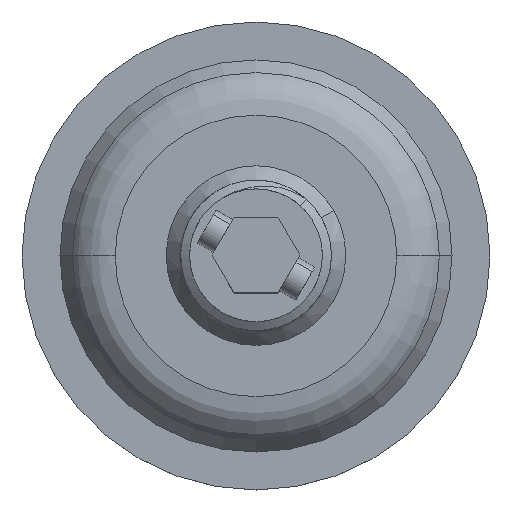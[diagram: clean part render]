
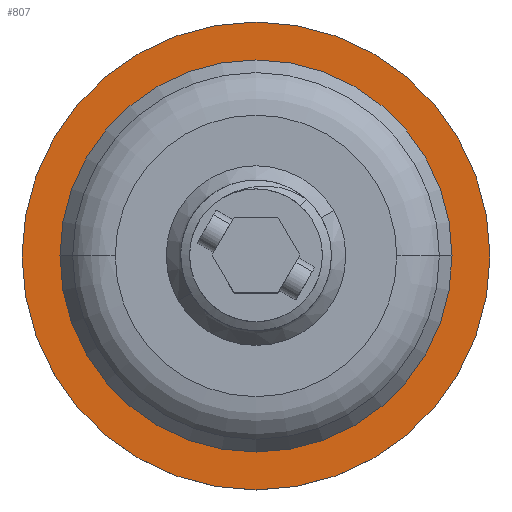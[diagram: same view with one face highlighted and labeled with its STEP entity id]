
A CAD part, top view. The second image highlights one B-rep face of the part: STEP entity #807.
In plain terms, the highlighted planar face has unit normal (0, 0, 1).
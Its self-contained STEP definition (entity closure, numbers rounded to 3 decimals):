
#143 = PLANE ( 'NONE',  #2648 ) ;
#153 = CARTESIAN_POINT ( 'NONE',  ( 15.5, 0., -3.4 ) ) ;
#235 = DIRECTION ( 'NONE',  ( 0., 0., -1. ) ) ;
#397 = EDGE_CURVE ( 'NONE', #1021, #2402, #2864, .T. ) ;
#450 = DIRECTION ( 'NONE',  ( -1., 0., 0. ) ) ;
#598 = AXIS2_PLACEMENT_3D ( 'NONE', #2650, #3878, #834 ) ;
#751 = DIRECTION ( 'NONE',  ( 0., 0., -1. ) ) ;
#807 = ADVANCED_FACE ( 'NONE', ( #3412, #1811 ), #143, .F. ) ;
#827 = ORIENTED_EDGE ( 'NONE', *, *, #1460, .T. ) ;
#834 = DIRECTION ( 'NONE',  ( -1., 0., 0. ) ) ;
#999 = DIRECTION ( 'NONE',  ( -1., 0., 0. ) ) ;
#1021 = VERTEX_POINT ( 'NONE', #3014 ) ;
#1075 = CARTESIAN_POINT ( 'NONE',  ( 0., 0., -3.4 ) ) ;
#1240 = ORIENTED_EDGE ( 'NONE', *, *, #1745, .F. ) ;
#1245 = CIRCLE ( 'NONE', #2221, 18.5 ) ;
#1290 = VERTEX_POINT ( 'NONE', #2835 ) ;
#1460 = EDGE_CURVE ( 'NONE', #2402, #1021, #2151, .T. ) ;
#1688 = CARTESIAN_POINT ( 'NONE',  ( 0., 0., -3.4 ) ) ;
#1696 = DIRECTION ( 'NONE',  ( -1., 0., 0. ) ) ;
#1742 = CARTESIAN_POINT ( 'NONE',  ( 15.5, 0., -3.4 ) ) ;
#1745 = EDGE_CURVE ( 'NONE', #2744, #1290, #1245, .T. ) ;
#1811 = FACE_BOUND ( 'NONE', #2263, .T. ) ;
#1928 = CARTESIAN_POINT ( 'NONE',  ( -18.5, 0., -3.4 ) ) ;
#2000 = DIRECTION ( 'NONE',  ( 0., 0., -1. ) ) ;
#2151 = CIRCLE ( 'NONE', #598, 15.5 ) ;
#2165 = ORIENTED_EDGE ( 'NONE', *, *, #3881, .F. ) ;
#2221 = AXIS2_PLACEMENT_3D ( 'NONE', #1688, #2000, #450 ) ;
#2256 = DIRECTION ( 'NONE',  ( 0., 0., -1. ) ) ;
#2263 = EDGE_LOOP ( 'NONE', ( #2296, #827 ) ) ;
#2296 = ORIENTED_EDGE ( 'NONE', *, *, #397, .T. ) ;
#2402 = VERTEX_POINT ( 'NONE', #1742 ) ;
#2496 = CIRCLE ( 'NONE', #2938, 18.5 ) ;
#2648 = AXIS2_PLACEMENT_3D ( 'NONE', #153, #2256, #999 ) ;
#2650 = CARTESIAN_POINT ( 'NONE',  ( 0., 0., -3.4 ) ) ;
#2744 = VERTEX_POINT ( 'NONE', #1928 ) ;
#2835 = CARTESIAN_POINT ( 'NONE',  ( 18.5, 0., -3.4 ) ) ;
#2864 = CIRCLE ( 'NONE', #3602, 15.5 ) ;
#2938 = AXIS2_PLACEMENT_3D ( 'NONE', #3531, #235, #1696 ) ;
#3014 = CARTESIAN_POINT ( 'NONE',  ( -15.5, 0., -3.4 ) ) ;
#3412 = FACE_OUTER_BOUND ( 'NONE', #3445, .T. ) ;
#3445 = EDGE_LOOP ( 'NONE', ( #1240, #2165 ) ) ;
#3508 = DIRECTION ( 'NONE',  ( -1., 0., 0. ) ) ;
#3531 = CARTESIAN_POINT ( 'NONE',  ( 0., 0., -3.4 ) ) ;
#3602 = AXIS2_PLACEMENT_3D ( 'NONE', #1075, #751, #3508 ) ;
#3878 = DIRECTION ( 'NONE',  ( 0., 0., -1. ) ) ;
#3881 = EDGE_CURVE ( 'NONE', #1290, #2744, #2496, .T. ) ;
